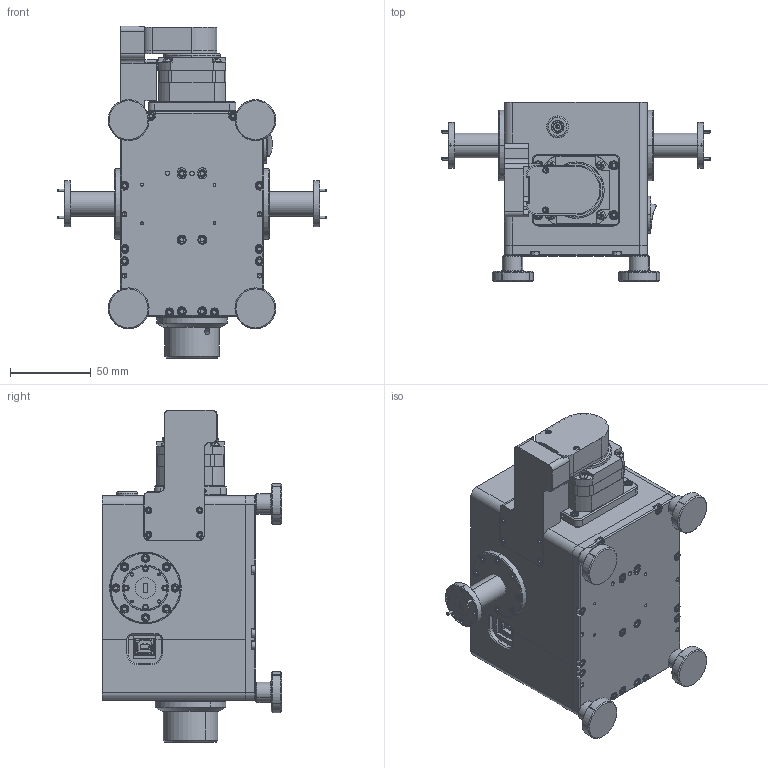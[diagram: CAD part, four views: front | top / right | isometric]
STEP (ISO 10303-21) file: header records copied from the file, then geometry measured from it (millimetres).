
FILE_DESCRIPTION (( 'STEP AP203' ), '1' );
FILE_NAME ('STA-60-22-S1.STEP', '2025-11-20T20:11:55', ( '' ), ( '' ), 'SwSTEP 2.0', 'SolidWorks 2021', '' );
FILE_SCHEMA (( 'CONFIG_CONTROL_DESIGN' ));
Products named in the file (1): STA-60-22-S1
Bounding box: 166.5 x 111.12 x 206.1 mm (x, y, z)
Volume: 578353.4 mm3; surface area: 218628.1 mm2
Topology: 59 solids, 66 shells, 3082 faces, 7332 edges, 4473 vertices
Faces by surface type: plane 1333, cylinder 891, cone 754, torus 75, bspline 23, sphere 6
Entity records: 93736 total; most frequent: CARTESIAN_POINT 21866, DIRECTION 15386, ORIENTED_EDGE 14498, EDGE_CURVE 7249, AXIS2_PLACEMENT_3D 5724, VERTEX_POINT 4471, LINE 3938, VECTOR 3938
